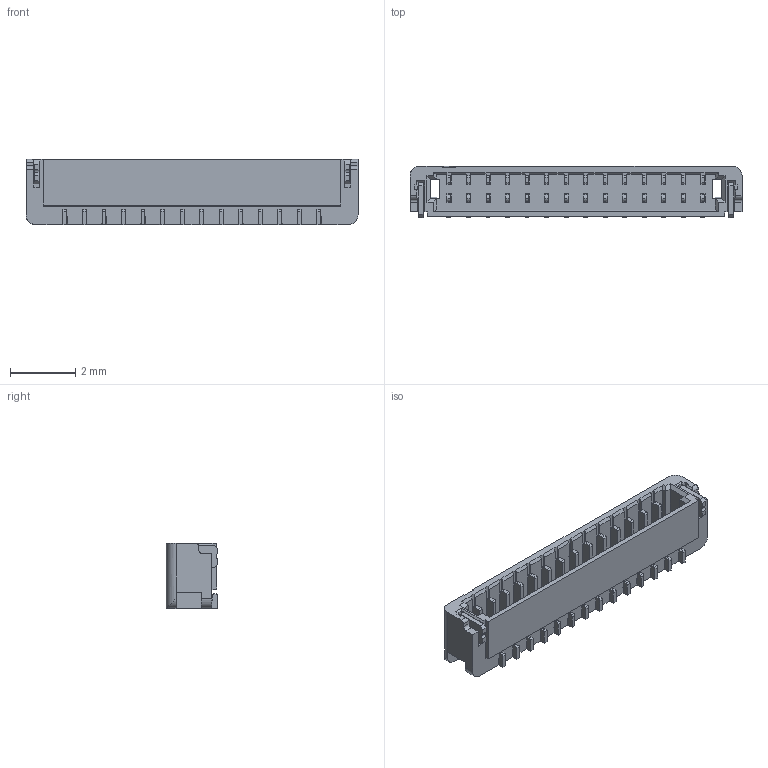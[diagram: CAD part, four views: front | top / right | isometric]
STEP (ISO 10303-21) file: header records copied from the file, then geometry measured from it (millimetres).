
FILE_DESCRIPTION(('CoCreate Modeling STEP Export'),'2;1');
FILE_NAME('WB0612H-14.stp','2021-09-09T13:42:25',(''),(''),'CoCreate Modeling STEP processor for AP214 (Solid Model)','CoCreate Modeling 16.00 13-May-2008 (C) Parametric Technology GmbH','');
FILE_SCHEMA(('AUTOMOTIVE_DESIGN { 1 0 10303 214 1 1 1 1 }'));
Length unit declared in the file: millimetre
Products named in the file (3): WB0612H-14XXX; WB0612-14; WB0612H-14XXX.
Assembly tree (2 placements, depth 2):
  WB0612H-14XXX.
    WB0612-14
    WB0612H-14XXX
Bounding box: 10.2 x 1.58 x 2 mm (x, y, z)
Volume: 17.7 mm3; surface area: 144.2 mm2
Topology: 1 solids, 1 shells, 913 faces, 2842 edges, 2078 vertices
Faces by surface type: plane 729, cylinder 184
Entity records: 34193 total; most frequent: CARTESIAN_POINT 5908, ORIENTED_EDGE 5288, DIRECTION 4787, EDGE_CURVE 2644, VECTOR 2159, LINE 2159, VERTEX_POINT 1682, AXIS2_PLACEMENT_3D 1314
